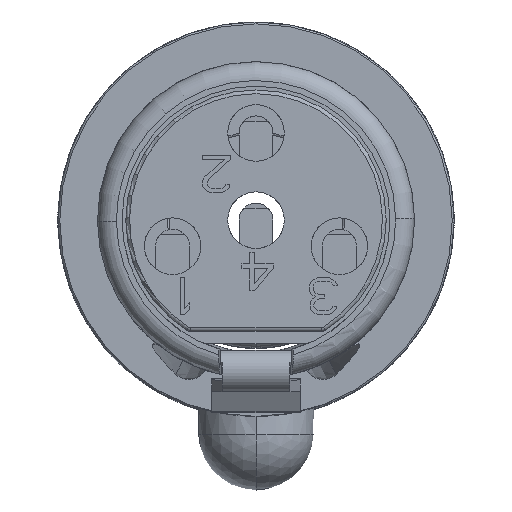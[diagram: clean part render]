
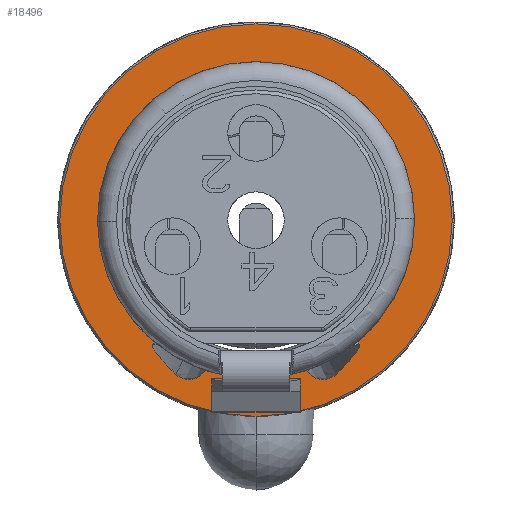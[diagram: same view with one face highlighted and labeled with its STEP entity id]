
A CAD part, front view. The second image highlights one B-rep face of the part: STEP entity #18496.
In plain terms, the highlighted planar face has unit normal (0, -1, 0).
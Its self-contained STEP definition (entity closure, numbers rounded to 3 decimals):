
#1734 = DIRECTION ( 'NONE',  ( 1., 0., 0. ) ) ;
#2273 = AXIS2_PLACEMENT_3D ( 'NONE', #26185, #8128, #32214 ) ;
#2571 = ORIENTED_EDGE ( 'NONE', *, *, #24536, .T. ) ;
#4214 = CARTESIAN_POINT ( 'NONE',  ( -4.2, 8.6, 0. ) ) ;
#4410 = EDGE_CURVE ( 'NONE', #14570, #18477, #30399, .T. ) ;
#5926 = EDGE_CURVE ( 'NONE', #39029, #10095, #30811, .T. ) ;
#6037 = AXIS2_PLACEMENT_3D ( 'NONE', #7782, #10674, #1734 ) ;
#7782 = CARTESIAN_POINT ( 'NONE',  ( 0., 8.6, 0. ) ) ;
#7882 = CIRCLE ( 'NONE', #6037, 5.2 ) ;
#8128 = DIRECTION ( 'NONE',  ( 0., -1., 0. ) ) ;
#9221 = CARTESIAN_POINT ( 'NONE',  ( 0., 8.6, 0. ) ) ;
#10095 = VERTEX_POINT ( 'NONE', #32495 ) ;
#10209 = EDGE_LOOP ( 'NONE', ( #14227, #14721 ) ) ;
#10674 = DIRECTION ( 'NONE',  ( 0., -1., 0. ) ) ;
#12965 = CARTESIAN_POINT ( 'NONE',  ( 0., 8.6, 0. ) ) ;
#14227 = ORIENTED_EDGE ( 'NONE', *, *, #18616, .T. ) ;
#14570 = VERTEX_POINT ( 'NONE', #30528 ) ;
#14721 = ORIENTED_EDGE ( 'NONE', *, *, #4410, .F. ) ;
#15135 = FACE_BOUND ( 'NONE', #10209, .T. ) ;
#16567 = FACE_OUTER_BOUND ( 'NONE', #28613, .T. ) ;
#18477 = VERTEX_POINT ( 'NONE', #4214 ) ;
#18496 = ADVANCED_FACE ( 'NONE', ( #16567, #15135 ), #25288, .T. ) ;
#18616 = EDGE_CURVE ( 'NONE', #14570, #18477, #33063, .T. ) ;
#22365 = DIRECTION ( 'NONE',  ( 0., 0., -1. ) ) ;
#23084 = CARTESIAN_POINT ( 'NONE',  ( 5.2, 8.6, 0. ) ) ;
#23305 = DIRECTION ( 'NONE',  ( 0., -1., 0. ) ) ;
#23332 = AXIS2_PLACEMENT_3D ( 'NONE', #9221, #30263, #33032 ) ;
#24536 = EDGE_CURVE ( 'NONE', #39029, #10095, #7882, .T. ) ;
#25288 = PLANE ( 'NONE',  #29384 ) ;
#26185 = CARTESIAN_POINT ( 'NONE',  ( 0., 8.6, 0. ) ) ;
#28308 = CARTESIAN_POINT ( 'NONE',  ( 0., 8.6, 0. ) ) ;
#28613 = EDGE_LOOP ( 'NONE', ( #2571, #33247 ) ) ;
#29384 = AXIS2_PLACEMENT_3D ( 'NONE', #28308, #23305, #22365 ) ;
#30263 = DIRECTION ( 'NONE',  ( 0., 1., 0. ) ) ;
#30399 = CIRCLE ( 'NONE', #2273, 4.2 ) ;
#30528 = CARTESIAN_POINT ( 'NONE',  ( 4.2, 8.6, 0. ) ) ;
#30811 = CIRCLE ( 'NONE', #35576, 5.2 ) ;
#32214 = DIRECTION ( 'NONE',  ( 1., 0., 0. ) ) ;
#32495 = CARTESIAN_POINT ( 'NONE',  ( -5.2, 8.6, 0. ) ) ;
#33032 = DIRECTION ( 'NONE',  ( 1., 0., 0. ) ) ;
#33063 = CIRCLE ( 'NONE', #23332, 4.2 ) ;
#33247 = ORIENTED_EDGE ( 'NONE', *, *, #5926, .F. ) ;
#33897 = DIRECTION ( 'NONE',  ( 0., 1., 0. ) ) ;
#34028 = DIRECTION ( 'NONE',  ( 1., 0., 0. ) ) ;
#35576 = AXIS2_PLACEMENT_3D ( 'NONE', #12965, #33897, #34028 ) ;
#39029 = VERTEX_POINT ( 'NONE', #23084 ) ;
